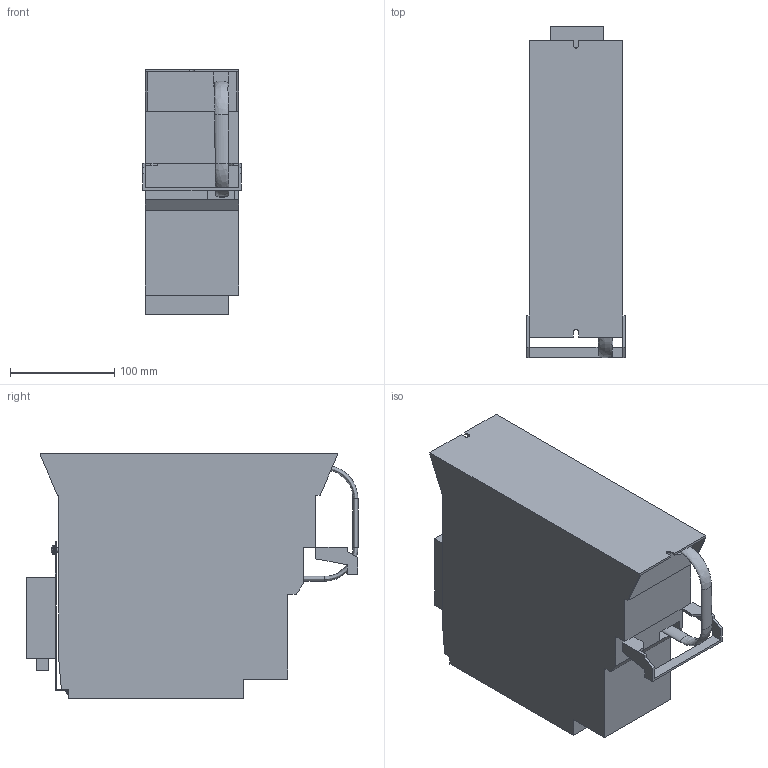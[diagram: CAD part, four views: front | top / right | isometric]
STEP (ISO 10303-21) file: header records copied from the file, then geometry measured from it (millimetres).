
FILE_DESCRIPTION((''),'2;1');
FILE_NAME('PR900001.stp','2008-05-19T11:02:18',('wieth'),(''),'Autodesk Inventor 11','Autodesk Inventor 11','');
FILE_SCHEMA(('AUTOMOTIVE_DESIGN { 1 0 10303 214 1 1 1 1 }'));
Length unit declared in the file: millimetre
Products named in the file (1): PR900001
Bounding box: 95 x 318.8 x 235 mm (x, y, z)
Volume: 4927353.2 mm3; surface area: 239645.2 mm2
Topology: 1 solids, 1 shells, 208 faces, 562 edges, 361 vertices
Faces by surface type: plane 124, bspline 30, cone 24, cylinder 18, torus 10, sphere 2
Full cylindrical faces by diameter (mm): 3.621 x2, 4 x2, 4.3 x2, 9 x2
Entity records: 6670 total; most frequent: CARTESIAN_POINT 1820, ORIENTED_EDGE 1014, DIRECTION 930, EDGE_CURVE 507, VERTEX_POINT 340, VECTOR 338, LINE 338, AXIS2_PLACEMENT_3D 296
